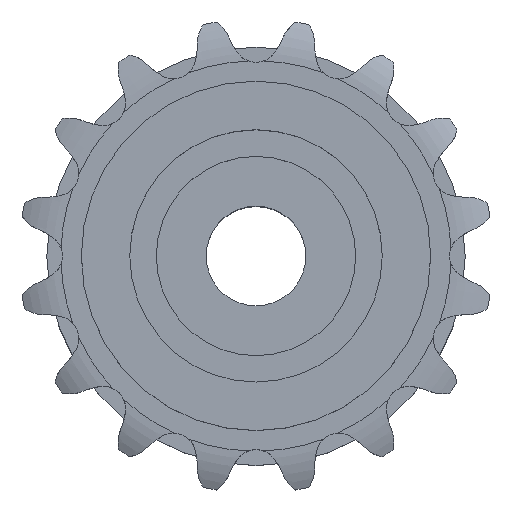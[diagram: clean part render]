
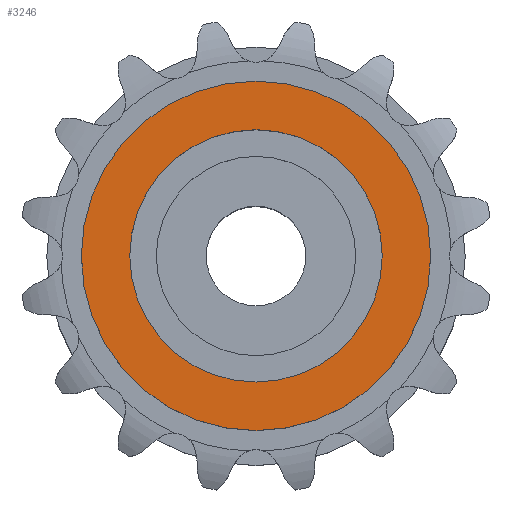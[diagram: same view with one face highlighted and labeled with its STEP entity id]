
A CAD part, top view. The second image highlights one B-rep face of the part: STEP entity #3246.
In plain terms, the highlighted planar face has unit normal (0, 0, 1).
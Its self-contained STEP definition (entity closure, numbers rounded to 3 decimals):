
#334=FACE_BOUND('',#600,.T.);
#342=PLANE('',#3531);
#396=FACE_OUTER_BOUND('',#599,.T.);
#599=EDGE_LOOP('',(#2139));
#600=EDGE_LOOP('',(#2140));
#1079=CIRCLE('',#3519,13.15);
#1084=CIRCLE('',#3528,9.5);
#1206=VERTEX_POINT('',#4639);
#1211=VERTEX_POINT('',#4655);
#1567=EDGE_CURVE('',#1206,#1206,#1079,.T.);
#1573=EDGE_CURVE('',#1211,#1211,#1084,.T.);
#2139=ORIENTED_EDGE('',*,*,#1567,.T.);
#2140=ORIENTED_EDGE('',*,*,#1573,.T.);
#3246=ADVANCED_FACE('',(#396,#334),#342,.T.);
#3519=AXIS2_PLACEMENT_3D('',#4641,#3877,#3878);
#3528=AXIS2_PLACEMENT_3D('',#4656,#3896,#3897);
#3531=AXIS2_PLACEMENT_3D('',#4662,#3904,#3905);
#3877=DIRECTION('center_axis',(0.,0.,1.));
#3878=DIRECTION('ref_axis',(-1.,0.,0.));
#3896=DIRECTION('center_axis',(0.,0.,-1.));
#3897=DIRECTION('ref_axis',(-1.,0.,0.));
#3904=DIRECTION('center_axis',(0.,0.,1.));
#3905=DIRECTION('ref_axis',(1.,0.,0.));
#4639=CARTESIAN_POINT('',(13.15,0.,5.));
#4641=CARTESIAN_POINT('Origin',(0.,0.,5.));
#4655=CARTESIAN_POINT('',(9.5,0.,5.));
#4656=CARTESIAN_POINT('Origin',(0.,0.,5.));
#4662=CARTESIAN_POINT('Origin',(0.,0.,5.));
